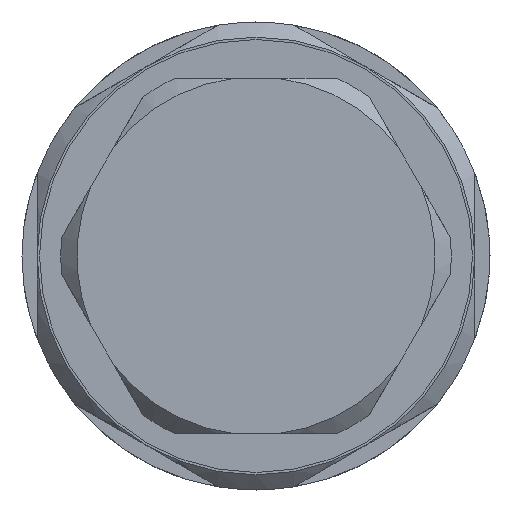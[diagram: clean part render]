
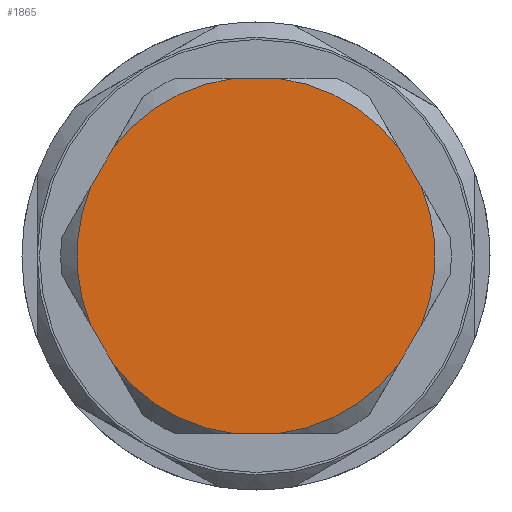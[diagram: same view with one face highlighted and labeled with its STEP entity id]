
A CAD part, left-side view. The second image highlights one B-rep face of the part: STEP entity #1865.
In plain terms, the highlighted planar face has unit normal (-1, 0, 0).
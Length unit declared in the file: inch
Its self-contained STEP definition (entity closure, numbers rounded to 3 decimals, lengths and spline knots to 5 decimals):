
#1217=CARTESIAN_POINT('',(-2.0399,0.87131,-0.36585));
#1218=VERTEX_POINT('',#1217);
#1286=CARTESIAN_POINT('',(-2.0399,0.75249,-0.57165));
#1287=VERTEX_POINT('',#1286);
#1301=CARTESIAN_POINT('',(-2.0399,0.87131,-0.36585));
#1302=DIRECTION('',(0.0,-0.5,-0.866));
#1303=VECTOR('',#1302,0.23764);
#1304=LINE('',#1301,#1303);
#1305=EDGE_CURVE('',#1218,#1287,#1304,.T.);
#1317=CARTESIAN_POINT('',(-2.0399,-0.87131,0.36585));
#1318=VERTEX_POINT('',#1317);
#1386=CARTESIAN_POINT('',(-2.0399,-0.75249,0.57165));
#1387=VERTEX_POINT('',#1386);
#1401=CARTESIAN_POINT('',(-2.0399,-0.87131,0.36585));
#1402=DIRECTION('',(0.0,0.5,0.866));
#1403=VECTOR('',#1402,0.23764);
#1404=LINE('',#1401,#1403);
#1405=EDGE_CURVE('',#1318,#1387,#1404,.T.);
#1417=CARTESIAN_POINT('',(-2.0399,-0.11882,0.9375));
#1418=VERTEX_POINT('',#1417);
#1486=CARTESIAN_POINT('',(-2.0399,0.11882,0.9375));
#1487=VERTEX_POINT('',#1486);
#1501=CARTESIAN_POINT('',(-2.0399,-0.11882,0.9375));
#1502=DIRECTION('',(0.0,1.0,0.0));
#1503=VECTOR('',#1502,0.23764);
#1504=LINE('',#1501,#1503);
#1505=EDGE_CURVE('',#1418,#1487,#1504,.T.);
#1517=CARTESIAN_POINT('',(-2.0399,0.75249,0.57165));
#1518=VERTEX_POINT('',#1517);
#1586=CARTESIAN_POINT('',(-2.0399,0.87131,0.36585));
#1587=VERTEX_POINT('',#1586);
#1601=CARTESIAN_POINT('',(-2.0399,0.75249,0.57165));
#1602=DIRECTION('',(0.0,0.5,-0.866));
#1603=VECTOR('',#1602,0.23764);
#1604=LINE('',#1601,#1603);
#1605=EDGE_CURVE('',#1518,#1587,#1604,.T.);
#1617=CARTESIAN_POINT('',(-2.0399,0.11882,-0.9375));
#1618=VERTEX_POINT('',#1617);
#1686=CARTESIAN_POINT('',(-2.0399,-0.11882,-0.9375));
#1687=VERTEX_POINT('',#1686);
#1701=CARTESIAN_POINT('',(-2.0399,0.11882,-0.9375));
#1702=DIRECTION('',(0.0,-1.0,0.0));
#1703=VECTOR('',#1702,0.23764);
#1704=LINE('',#1701,#1703);
#1705=EDGE_CURVE('',#1618,#1687,#1704,.T.);
#1717=CARTESIAN_POINT('',(-2.0399,-0.75249,-0.57165));
#1718=VERTEX_POINT('',#1717);
#1786=CARTESIAN_POINT('',(-2.0399,-0.87131,-0.36585));
#1787=VERTEX_POINT('',#1786);
#1801=CARTESIAN_POINT('',(-2.0399,-0.75249,-0.57165));
#1802=DIRECTION('',(0.0,-0.5,0.866));
#1803=VECTOR('',#1802,0.23764);
#1804=LINE('',#1801,#1803);
#1805=EDGE_CURVE('',#1718,#1787,#1804,.T.);
#1810=CARTESIAN_POINT('',(-2.0399,-0.4725,0.));
#1811=DIRECTION('',(-1.0,0.0,0.0));
#1812=DIRECTION('',(0.0,0.0,-1.0));
#1813=AXIS2_PLACEMENT_3D('',#1810,#1811,#1812);
#1814=PLANE('',#1813);
#1815=ORIENTED_EDGE('',*,*,#1305,.T.);
#1816=CARTESIAN_POINT('',(-2.0399,0.,0.));
#1817=DIRECTION('',(-1.0,0.0,0.0));
#1818=DIRECTION('',(0.0,-1.0,0.0));
#1819=AXIS2_PLACEMENT_3D('',#1816,#1817,#1818);
#1820=CIRCLE('',#1819,0.945);
#1821=EDGE_CURVE('',#1287,#1618,#1820,.T.);
#1822=ORIENTED_EDGE('',*,*,#1821,.T.);
#1823=ORIENTED_EDGE('',*,*,#1705,.T.);
#1824=CARTESIAN_POINT('',(-2.0399,0.,0.));
#1825=DIRECTION('',(-1.0,0.0,0.0));
#1826=DIRECTION('',(0.0,-1.0,0.0));
#1827=AXIS2_PLACEMENT_3D('',#1824,#1825,#1826);
#1828=CIRCLE('',#1827,0.945);
#1829=EDGE_CURVE('',#1687,#1718,#1828,.T.);
#1830=ORIENTED_EDGE('',*,*,#1829,.T.);
#1831=ORIENTED_EDGE('',*,*,#1805,.T.);
#1832=CARTESIAN_POINT('',(-2.0399,0.,0.));
#1833=DIRECTION('',(-1.0,0.0,0.0));
#1834=DIRECTION('',(0.0,-1.0,0.0));
#1835=AXIS2_PLACEMENT_3D('',#1832,#1833,#1834);
#1836=CIRCLE('',#1835,0.945);
#1837=EDGE_CURVE('',#1787,#1318,#1836,.T.);
#1838=ORIENTED_EDGE('',*,*,#1837,.T.);
#1839=ORIENTED_EDGE('',*,*,#1405,.T.);
#1840=CARTESIAN_POINT('',(-2.0399,0.,0.));
#1841=DIRECTION('',(-1.0,0.0,0.0));
#1842=DIRECTION('',(0.0,-1.0,0.0));
#1843=AXIS2_PLACEMENT_3D('',#1840,#1841,#1842);
#1844=CIRCLE('',#1843,0.945);
#1845=EDGE_CURVE('',#1387,#1418,#1844,.T.);
#1846=ORIENTED_EDGE('',*,*,#1845,.T.);
#1847=ORIENTED_EDGE('',*,*,#1505,.T.);
#1848=CARTESIAN_POINT('',(-2.0399,0.,0.));
#1849=DIRECTION('',(-1.0,0.0,0.0));
#1850=DIRECTION('',(0.0,-1.0,0.0));
#1851=AXIS2_PLACEMENT_3D('',#1848,#1849,#1850);
#1852=CIRCLE('',#1851,0.945);
#1853=EDGE_CURVE('',#1487,#1518,#1852,.T.);
#1854=ORIENTED_EDGE('',*,*,#1853,.T.);
#1855=ORIENTED_EDGE('',*,*,#1605,.T.);
#1856=CARTESIAN_POINT('',(-2.0399,0.,0.));
#1857=DIRECTION('',(-1.0,0.0,0.0));
#1858=DIRECTION('',(0.0,-1.0,0.0));
#1859=AXIS2_PLACEMENT_3D('',#1856,#1857,#1858);
#1860=CIRCLE('',#1859,0.945);
#1861=EDGE_CURVE('',#1587,#1218,#1860,.T.);
#1862=ORIENTED_EDGE('',*,*,#1861,.T.);
#1863=EDGE_LOOP('',(#1815,#1822,#1823,#1830,#1831,#1838,#1839,#1846,#1847,#1854,#1855,#1862));
#1864=FACE_OUTER_BOUND('',#1863,.T.);
#1865=ADVANCED_FACE('',(#1864),#1814,.T.);
